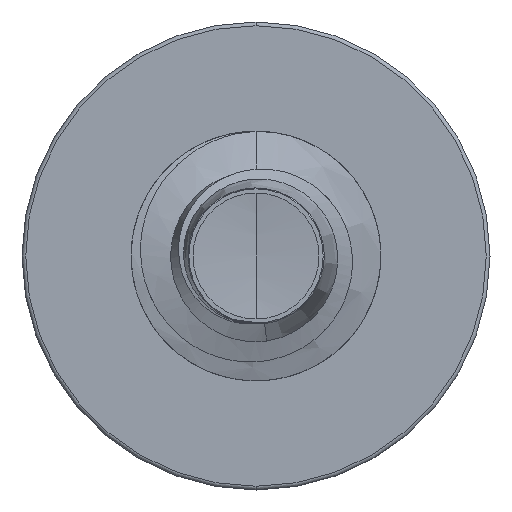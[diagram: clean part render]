
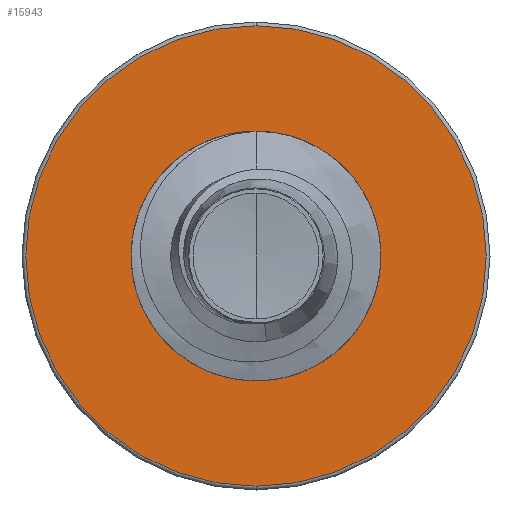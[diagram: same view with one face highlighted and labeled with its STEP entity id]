
A CAD part, front view. The second image highlights one B-rep face of the part: STEP entity #15943.
In plain terms, the highlighted planar face has unit normal (0, -1, 0).
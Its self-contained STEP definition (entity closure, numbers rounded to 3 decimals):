
#332 = EDGE_CURVE ( 'NONE', #13286, #4097, #3877, .T. ) ;
#766 = AXIS2_PLACEMENT_3D ( 'NONE', #3084, #16104, #8495 ) ;
#976 = CARTESIAN_POINT ( 'NONE',  ( 0., 14., 3.69 ) ) ;
#1272 = EDGE_CURVE ( 'NONE', #4097, #13286, #9934, .T. ) ;
#1936 = CIRCLE ( 'NONE', #7766, 1.989 ) ;
#2118 = ORIENTED_EDGE ( 'NONE', *, *, #332, .F. ) ;
#2461 = CARTESIAN_POINT ( 'NONE',  ( 0., 14., 0. ) ) ;
#2505 = DIRECTION ( 'NONE',  ( 0., 0., 1. ) ) ;
#3084 = CARTESIAN_POINT ( 'NONE',  ( 0., 14., -1.989 ) ) ;
#3337 = FACE_OUTER_BOUND ( 'NONE', #6123, .T. ) ;
#3387 = ORIENTED_EDGE ( 'NONE', *, *, #1272, .F. ) ;
#3443 = AXIS2_PLACEMENT_3D ( 'NONE', #4354, #9075, #2505 ) ;
#3749 = DIRECTION ( 'NONE',  ( 0., 0., 1. ) ) ;
#3877 = CIRCLE ( 'NONE', #3443, 3.69 ) ;
#4097 = VERTEX_POINT ( 'NONE', #14675 ) ;
#4354 = CARTESIAN_POINT ( 'NONE',  ( 0., 14., 0. ) ) ;
#6123 = EDGE_LOOP ( 'NONE', ( #2118, #3387 ) ) ;
#6970 = DIRECTION ( 'NONE',  ( 0., 1., 0. ) ) ;
#7257 = EDGE_CURVE ( 'NONE', #8308, #13453, #1936, .T. ) ;
#7309 = DIRECTION ( 'NONE',  ( 0., 1., 0. ) ) ;
#7668 = ORIENTED_EDGE ( 'NONE', *, *, #7257, .T. ) ;
#7766 = AXIS2_PLACEMENT_3D ( 'NONE', #14570, #6970, #15856 ) ;
#8308 = VERTEX_POINT ( 'NONE', #11707 ) ;
#8440 = PLANE ( 'NONE',  #766 ) ;
#8495 = DIRECTION ( 'NONE',  ( 0., 0., 1. ) ) ;
#9075 = DIRECTION ( 'NONE',  ( 0., 1., 0. ) ) ;
#9307 = FACE_BOUND ( 'NONE', #9526, .T. ) ;
#9526 = EDGE_LOOP ( 'NONE', ( #11096, #7668 ) ) ;
#9934 = CIRCLE ( 'NONE', #16226, 3.69 ) ;
#10040 = EDGE_CURVE ( 'NONE', #13453, #8308, #10283, .T. ) ;
#10283 = CIRCLE ( 'NONE', #10549, 1.989 ) ;
#10549 = AXIS2_PLACEMENT_3D ( 'NONE', #14918, #7309, #16197 ) ;
#10971 = CARTESIAN_POINT ( 'NONE',  ( 0., 14., 1.989 ) ) ;
#11096 = ORIENTED_EDGE ( 'NONE', *, *, #10040, .T. ) ;
#11356 = DIRECTION ( 'NONE',  ( 0., 1., 0. ) ) ;
#11707 = CARTESIAN_POINT ( 'NONE',  ( 0., 14., -1.989 ) ) ;
#13286 = VERTEX_POINT ( 'NONE', #976 ) ;
#13453 = VERTEX_POINT ( 'NONE', #10971 ) ;
#14570 = CARTESIAN_POINT ( 'NONE',  ( 0., 14., 0. ) ) ;
#14675 = CARTESIAN_POINT ( 'NONE',  ( 0., 14., -3.69 ) ) ;
#14918 = CARTESIAN_POINT ( 'NONE',  ( 0., 14., 0. ) ) ;
#15856 = DIRECTION ( 'NONE',  ( 0., 0., 1. ) ) ;
#15943 = ADVANCED_FACE ( 'NONE', ( #3337, #9307 ), #8440, .F. ) ;
#16104 = DIRECTION ( 'NONE',  ( 0., 1., 0. ) ) ;
#16197 = DIRECTION ( 'NONE',  ( 0., 0., 1. ) ) ;
#16226 = AXIS2_PLACEMENT_3D ( 'NONE', #2461, #11356, #3749 ) ;
